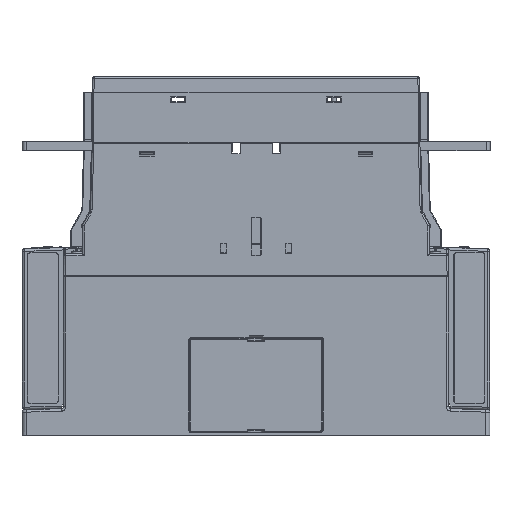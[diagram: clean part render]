
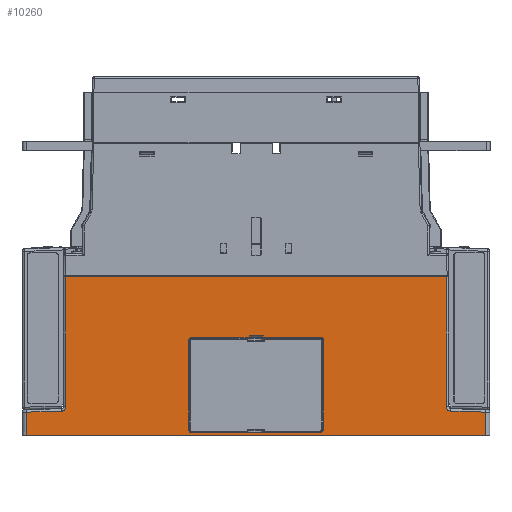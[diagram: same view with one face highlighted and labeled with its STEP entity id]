
A CAD part, front view. The second image highlights one B-rep face of the part: STEP entity #10260.
In plain terms, the highlighted planar face has unit normal (0, -1, 0).
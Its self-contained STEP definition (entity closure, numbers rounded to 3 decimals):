
#1599=ELLIPSE('',#88746,1.5,1.5);
#1709=ELLIPSE('',#88999,1.5,1.5);
#1710=ELLIPSE('',#89007,1.5,1.5);
#1711=ELLIPSE('',#89009,1.5,1.5);
#10260=ADVANCED_FACE('',(#33536,#33537),#12574,.T.);
#12574=PLANE('',#89346);
#17881=LINE('',#141620,#26949);
#17892=LINE('',#141643,#26960);
#17895=LINE('',#141649,#26963);
#17900=LINE('',#141661,#26968);
#18361=LINE('',#143804,#27429);
#18375=LINE('',#143889,#27443);
#18378=LINE('',#143902,#27446);
#18467=LINE('',#144367,#27535);
#18518=LINE('',#144510,#27586);
#18520=LINE('',#144519,#27588);
#18524=LINE('',#144569,#27592);
#18633=LINE('',#144960,#27701);
#18635=LINE('',#144963,#27703);
#18639=LINE('',#144970,#27707);
#18640=LINE('',#144971,#27708);
#18828=LINE('',#145509,#27896);
#26949=VECTOR('',#104478,1.);
#26960=VECTOR('',#104493,1.);
#26963=VECTOR('',#104498,1.);
#26968=VECTOR('',#104505,1.);
#27429=VECTOR('',#105716,1.);
#27443=VECTOR('',#105784,1.);
#27446=VECTOR('',#105799,1.);
#27535=VECTOR('',#106150,1.);
#27586=VECTOR('',#106265,1.);
#27588=VECTOR('',#106277,1.);
#27592=VECTOR('',#106295,1.);
#27701=VECTOR('',#106604,1.);
#27703=VECTOR('',#106608,1.);
#27707=VECTOR('',#106614,1.);
#27708=VECTOR('',#106615,1.);
#27896=VECTOR('',#107145,1.);
#32409=CIRCLE('',#88722,3.);
#32430=CIRCLE('',#88891,3.);
#33536=FACE_BOUND('',#36911,.T.);
#33537=FACE_BOUND('',#36912,.T.);
#36911=EDGE_LOOP('',(#53060,#53061,#53062,#53063,#53064,#53065,#53066,#53067,
#53068,#53069,#53070,#53071));
#36912=EDGE_LOOP('',(#53072,#53073,#53074,#53075,#53076,#53077,#53078,#53079,
#53080,#53081));
#53060=ORIENTED_EDGE('',*,*,#76990,.T.);
#53061=ORIENTED_EDGE('',*,*,#78207,.T.);
#53062=ORIENTED_EDGE('',*,*,#76979,.T.);
#53063=ORIENTED_EDGE('',*,*,#78206,.T.);
#53064=ORIENTED_EDGE('',*,*,#76993,.T.);
#53065=ORIENTED_EDGE('',*,*,#78186,.T.);
#53066=ORIENTED_EDGE('',*,*,#78197,.T.);
#53067=ORIENTED_EDGE('',*,*,#78190,.F.);
#53068=ORIENTED_EDGE('',*,*,#78192,.T.);
#53069=ORIENTED_EDGE('',*,*,#76998,.T.);
#53070=ORIENTED_EDGE('',*,*,#78196,.T.);
#53071=ORIENTED_EDGE('',*,*,#77784,.T.);
#53072=ORIENTED_EDGE('',*,*,#77932,.T.);
#53073=ORIENTED_EDGE('',*,*,#77755,.T.);
#53074=ORIENTED_EDGE('',*,*,#77751,.T.);
#53075=ORIENTED_EDGE('',*,*,#77748,.T.);
#53076=ORIENTED_EDGE('',*,*,#78018,.T.);
#53077=ORIENTED_EDGE('',*,*,#78488,.T.);
#53078=ORIENTED_EDGE('',*,*,#77716,.T.);
#53079=ORIENTED_EDGE('',*,*,#78009,.T.);
#53080=ORIENTED_EDGE('',*,*,#78007,.T.);
#53081=ORIENTED_EDGE('',*,*,#78004,.T.);
#64795=VERTEX_POINT('',#141619);
#64796=VERTEX_POINT('',#141621);
#64805=VERTEX_POINT('',#141642);
#64806=VERTEX_POINT('',#141644);
#64808=VERTEX_POINT('',#141650);
#64809=VERTEX_POINT('',#141651);
#64812=VERTEX_POINT('',#141659);
#64814=VERTEX_POINT('',#141662);
#65369=VERTEX_POINT('',#143803);
#65370=VERTEX_POINT('',#143805);
#65395=VERTEX_POINT('',#143888);
#65396=VERTEX_POINT('',#143890);
#65397=VERTEX_POINT('',#143895);
#65399=VERTEX_POINT('',#143900);
#65418=VERTEX_POINT('',#144043);
#65554=VERTEX_POINT('',#144368);
#65614=VERTEX_POINT('',#144511);
#65615=VERTEX_POINT('',#144516);
#65619=VERTEX_POINT('',#144570);
#65755=VERTEX_POINT('',#144952);
#65756=VERTEX_POINT('',#144956);
#65758=VERTEX_POINT('',#144959);
#76979=EDGE_CURVE('',#64796,#64795,#17881,.T.);
#76990=EDGE_CURVE('',#64806,#64805,#17892,.T.);
#76993=EDGE_CURVE('',#64808,#64809,#17895,.T.);
#76998=EDGE_CURVE('',#64814,#64812,#17900,.T.);
#77716=EDGE_CURVE('',#65370,#65369,#18361,.T.);
#77748=EDGE_CURVE('',#65396,#65395,#18375,.T.);
#77751=EDGE_CURVE('',#65397,#65396,#32409,.T.);
#77755=EDGE_CURVE('',#65399,#65397,#18378,.T.);
#77784=EDGE_CURVE('',#65418,#64806,#1599,.T.);
#77932=EDGE_CURVE('',#65554,#65399,#18467,.T.);
#78004=EDGE_CURVE('',#65614,#65554,#18518,.T.);
#78007=EDGE_CURVE('',#65615,#65614,#32430,.T.);
#78009=EDGE_CURVE('',#65369,#65615,#18520,.T.);
#78018=EDGE_CURVE('',#65395,#65619,#18524,.T.);
#78186=EDGE_CURVE('',#64809,#65755,#1709,.T.);
#78190=EDGE_CURVE('',#65758,#65756,#18633,.T.);
#78192=EDGE_CURVE('',#65758,#64814,#18635,.T.);
#78196=EDGE_CURVE('',#64812,#65418,#18639,.T.);
#78197=EDGE_CURVE('',#65755,#65756,#18640,.T.);
#78206=EDGE_CURVE('',#64795,#64808,#1710,.T.);
#78207=EDGE_CURVE('',#64805,#64796,#1711,.T.);
#78488=EDGE_CURVE('',#65619,#65370,#18828,.T.);
#88722=AXIS2_PLACEMENT_3D('',#143894,#105790,#105791);
#88746=AXIS2_PLACEMENT_3D('',#144042,#105850,#105851);
#88891=AXIS2_PLACEMENT_3D('',#144515,#106271,#106272);
#88999=AXIS2_PLACEMENT_3D('',#144951,#106597,#106598);
#89007=AXIS2_PLACEMENT_3D('',#144986,#106632,#106633);
#89009=AXIS2_PLACEMENT_3D('',#144988,#106636,#106637);
#89346=AXIS2_PLACEMENT_3D('',#146035,#107648,#107649);
#104478=DIRECTION('',(-1.,0.,0.));
#104493=DIRECTION('',(0.,0.,-1.));
#104498=DIRECTION('',(0.,0.,1.));
#104505=DIRECTION('',(0.,0.,-1.));
#105716=DIRECTION('',(0.,0.,1.));
#105784=DIRECTION('',(-1.,0.,-0.026));
#105790=DIRECTION('',(0.,1.,0.));
#105791=DIRECTION('',(0.,0.,-1.));
#105799=DIRECTION('',(0.,0.,-1.));
#105850=DIRECTION('',(0.,1.,0.));
#105851=DIRECTION('',(-0.707,0.,-0.707));
#106150=DIRECTION('',(-1.,0.,0.));
#106265=DIRECTION('',(0.,0.,1.));
#106271=DIRECTION('',(0.,1.,0.));
#106272=DIRECTION('',(0.,0.,-1.));
#106277=DIRECTION('',(-1.,0.,0.026));
#106295=DIRECTION('',(0.,0.,-1.));
#106597=DIRECTION('',(0.,1.,0.));
#106598=DIRECTION('',(-0.707,0.,0.707));
#106604=DIRECTION('',(0.,0.,-1.));
#106608=DIRECTION('',(1.,0.,0.));
#106614=DIRECTION('',(1.,0.,0.));
#106615=DIRECTION('',(1.,0.,0.));
#106632=DIRECTION('',(0.,1.,0.));
#106633=DIRECTION('',(-0.707,0.,-0.707));
#106636=DIRECTION('',(0.,1.,0.));
#106637=DIRECTION('',(-0.707,0.,0.707));
#107145=DIRECTION('',(1.,0.,0.));
#107648=DIRECTION('',(0.,-1.,0.));
#107649=DIRECTION('',(0.,0.,-1.));
#141619=CARTESIAN_POINT('',(-41.589,-95.,-187.489));
#141620=CARTESIAN_POINT('',(0.,-95.,-187.489));
#141621=CARTESIAN_POINT('',(41.589,-95.,-187.489));
#141642=CARTESIAN_POINT('',(43.089,-95.,-185.989));
#141643=CARTESIAN_POINT('',(43.089,-95.,-83.));
#141644=CARTESIAN_POINT('',(43.089,-95.,-128.211));
#141649=CARTESIAN_POINT('',(-43.089,-95.,-83.));
#141650=CARTESIAN_POINT('',(-43.089,-95.,-185.989));
#141651=CARTESIAN_POINT('',(-43.089,-95.,-128.211));
#141659=CARTESIAN_POINT('',(4.5,-95.,-126.711));
#141661=CARTESIAN_POINT('',(4.5,-95.,-146.66));
#141662=CARTESIAN_POINT('',(4.5,-95.,-125.5));
#143803=CARTESIAN_POINT('',(147.,-95.,-174.516));
#143804=CARTESIAN_POINT('',(147.,-95.,-83.));
#143805=CARTESIAN_POINT('',(147.,-95.,-189.4));
#143888=CARTESIAN_POINT('',(-147.,-95.,-174.516));
#143889=CARTESIAN_POINT('',(2.294,-95.,-170.606));
#143890=CARTESIAN_POINT('',(-124.921,-95.,-173.938));
#143894=CARTESIAN_POINT('',(-125.,-95.,-170.939));
#143895=CARTESIAN_POINT('',(-122.,-95.,-170.939));
#143900=CARTESIAN_POINT('',(-122.,-95.,-87.6));
#143902=CARTESIAN_POINT('',(-122.,-95.,-83.));
#144042=CARTESIAN_POINT('',(41.589,-95.,-128.211));
#144043=CARTESIAN_POINT('',(41.589,-95.,-126.711));
#144367=CARTESIAN_POINT('',(0.,-95.,-87.6));
#144368=CARTESIAN_POINT('',(122.,-95.,-87.6));
#144510=CARTESIAN_POINT('',(122.,-95.,-83.));
#144511=CARTESIAN_POINT('',(122.,-95.,-170.939));
#144515=CARTESIAN_POINT('',(125.,-95.,-170.939));
#144516=CARTESIAN_POINT('',(124.921,-95.,-173.938));
#144519=CARTESIAN_POINT('',(-2.294,-95.,-170.606));
#144569=CARTESIAN_POINT('',(-147.,-95.,-83.));
#144570=CARTESIAN_POINT('',(-147.,-95.,-189.4));
#144951=CARTESIAN_POINT('',(-41.589,-95.,-128.211));
#144952=CARTESIAN_POINT('',(-41.589,-95.,-126.711));
#144956=CARTESIAN_POINT('',(-4.5,-95.,-126.711));
#144959=CARTESIAN_POINT('',(-4.5,-95.,-125.5));
#144960=CARTESIAN_POINT('',(-4.5,-95.,-146.66));
#144963=CARTESIAN_POINT('',(0.,-95.,-125.5));
#144970=CARTESIAN_POINT('',(0.,-95.,-126.711));
#144971=CARTESIAN_POINT('',(0.,-95.,-126.711));
#144986=CARTESIAN_POINT('',(-41.589,-95.,-185.989));
#144988=CARTESIAN_POINT('',(41.589,-95.,-185.989));
#145509=CARTESIAN_POINT('',(-149.989,-95.,-189.4));
#146035=CARTESIAN_POINT('',(0.,-95.,-83.));
